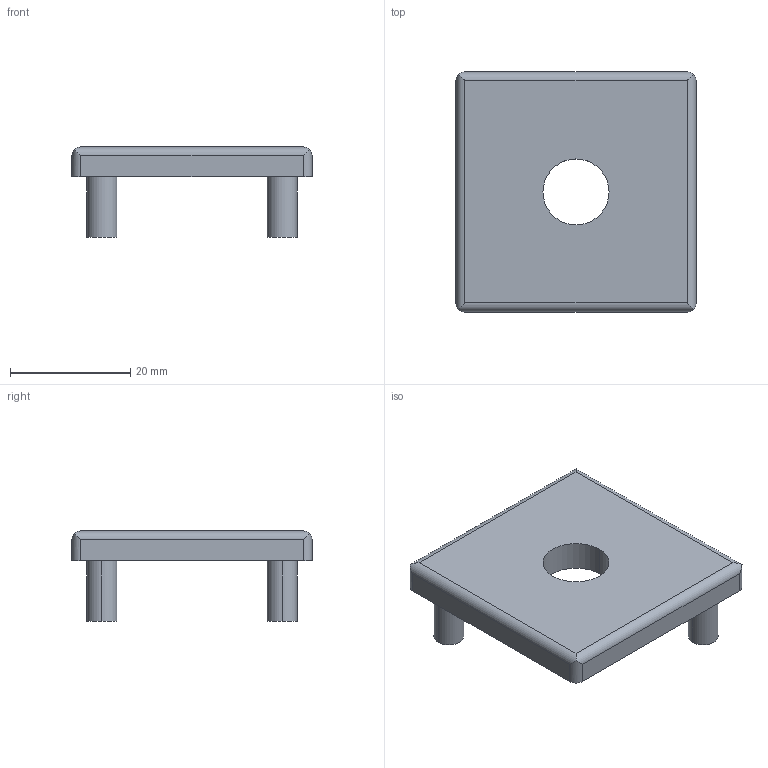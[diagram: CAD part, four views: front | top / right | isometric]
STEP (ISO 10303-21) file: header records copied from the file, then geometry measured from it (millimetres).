
FILE_DESCRIPTION(('Creo Elements/Direct Modeling STEP Export'),'2;1');
FILE_NAME('44.0305.2_Abdeck-Kappe-MMS-44-AL-Druckguss_40x40x5mm.stp','2022-03-21T 8:55:31',(''),(''),'PTC Creo Elements/Direct Modeling STEP processor for AP214 (Solid Model)','PTC Creo Elements/Direct Modeling 19.0C 15-Aug-2015 (C) Parametric Technology GmbH','');
FILE_SCHEMA(('AUTOMOTIVE_DESIGN { 1 0 10303 214 1 1 1 1 }'));
Length unit declared in the file: millimetre
Products named in the file (2): Abdeck-Kappe-MMS-44-AL-Druckguss_40x40x5mm_44.0305.2_PX171786
Assembly tree (1 placements, depth 2):
  Abdeck-Kappe-MMS-44-AL-Druckguss_40x40x5mm_44.0305.2_PX171786
    Abdeck-Kappe-MMS-44-AL-Druckguss_40x40x5mm_44.0305.2_PX171786
Bounding box: 40 x 40 x 15 mm (x, y, z)
Volume: 7833.7 mm3; surface area: 4179.5 mm2
Topology: 1 solids, 1 shells, 22 faces, 54 edges, 36 vertices
Faces by surface type: cylinder 14, plane 8
Entity records: 685 total; most frequent: DIRECTION 118, CARTESIAN_POINT 108, ORIENTED_EDGE 108, EDGE_CURVE 54, AXIS2_PLACEMENT_3D 46, VERTEX_POINT 36, VECTOR 26, LINE 26
